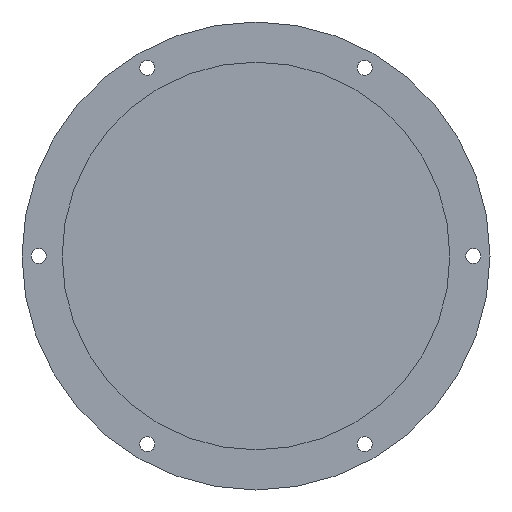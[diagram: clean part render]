
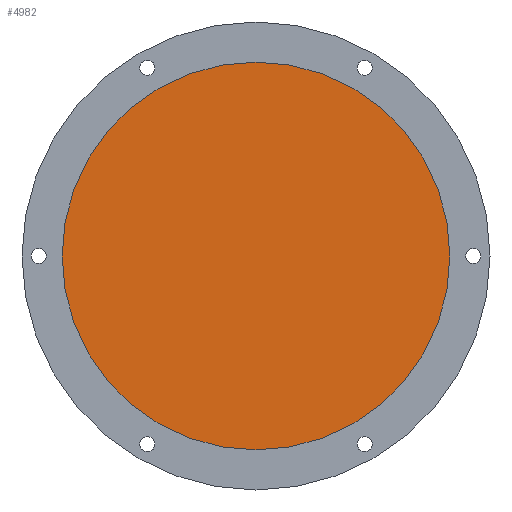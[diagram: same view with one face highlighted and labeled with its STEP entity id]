
A CAD part, left-side view. The second image highlights one B-rep face of the part: STEP entity #4982.
In plain terms, the highlighted planar face has unit normal (-1, 0, 0).
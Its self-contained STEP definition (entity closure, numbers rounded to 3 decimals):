
#154 = CIRCLE ( 'NONE', #6361, 58. ) ;
#940 = DIRECTION ( 'NONE',  ( -1., 0., 0. ) ) ;
#3016 = CARTESIAN_POINT ( 'NONE',  ( -6.436, 0., 58. ) ) ;
#3053 = DIRECTION ( 'NONE',  ( 1., 0., 0. ) ) ;
#3389 = EDGE_LOOP ( 'NONE', ( #23121, #26741 ) ) ;
#4982 = ADVANCED_FACE ( 'Defeature ausgef�hrt1_20', ( #18526 ), #7300, .T. ) ;
#5538 = CARTESIAN_POINT ( 'NONE',  ( -6.436, 0., 0. ) ) ;
#6361 = AXIS2_PLACEMENT_3D ( 'NONE', #5538, #3053, #8149 ) ;
#6746 = DIRECTION ( 'NONE',  ( 1., 0., 0. ) ) ;
#7300 = PLANE ( 'NONE',  #15499 ) ;
#8030 = DIRECTION ( 'NONE',  ( 0., 0., 1. ) ) ;
#8149 = DIRECTION ( 'NONE',  ( 0., 0., -1. ) ) ;
#8193 = CARTESIAN_POINT ( 'NONE',  ( -6.436, 0., -58. ) ) ;
#8268 = VERTEX_POINT ( 'NONE', #8193 ) ;
#11808 = VERTEX_POINT ( 'NONE', #3016 ) ;
#12240 = CARTESIAN_POINT ( 'NONE',  ( -6.436, 54.5, 0. ) ) ;
#13762 = AXIS2_PLACEMENT_3D ( 'NONE', #21153, #6746, #23353 ) ;
#15499 = AXIS2_PLACEMENT_3D ( 'NONE', #12240, #940, #8030 ) ;
#15836 = CIRCLE ( 'NONE', #13762, 58. ) ;
#18526 = FACE_OUTER_BOUND ( 'NONE', #3389, .T. ) ;
#21153 = CARTESIAN_POINT ( 'NONE',  ( -6.436, 0., 0. ) ) ;
#23121 = ORIENTED_EDGE ( 'NONE', *, *, #26648, .F. ) ;
#23353 = DIRECTION ( 'NONE',  ( 0., 0., -1. ) ) ;
#26648 = EDGE_CURVE ( 'Defeature ausgef�hrt1_21+Defeature ausgef�hrt1_20+Defeature ausgef�hrt1_20+Defeature ausgef�hrt1_20', #8268, #11808, #154, .T. ) ;
#26741 = ORIENTED_EDGE ( 'NONE', *, *, #29383, .F. ) ;
#29383 = EDGE_CURVE ( 'Defeature ausgef�hrt1_21+Defeature ausgef�hrt1_20+Defeature ausgef�hrt1_20+Defeature ausgef�hrt1_20', #11808, #8268, #15836, .T. ) ;
